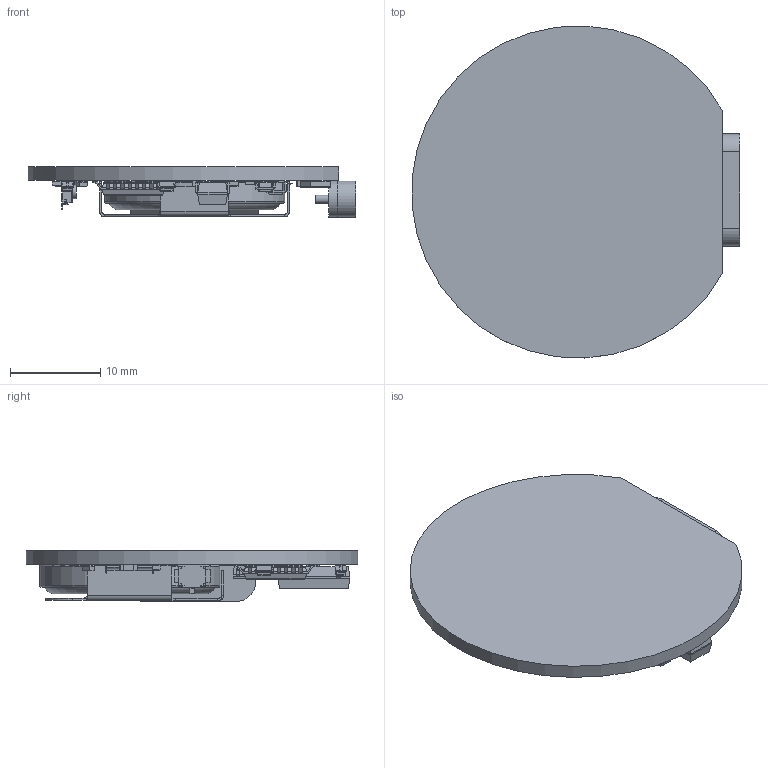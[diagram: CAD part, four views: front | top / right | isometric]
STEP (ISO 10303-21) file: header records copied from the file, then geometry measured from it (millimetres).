
FILE_DESCRIPTION(('KiCad electronic assembly'),'2;1');
FILE_NAME('v0.4.step','2025-05-26T22:34:13',('Pcbnew'),('Kicad'), 'Open CASCADE STEP processor 7.8','KiCad to STEP converter','Unknown' );
FILE_SCHEMA(('AUTOMOTIVE_DESIGN { 1 0 10303 214 1 1 1 1 }'));
Length unit declared in the file: millimetre
Products named in the file (23): v0.4 1; RN73H1JTTD5052F50; GRM21BC81E106ME51K; B3U-1100P; RC1206FR-07120KL; STM32G431KBT6; Body; PinsArrayLR; PinsArrayTB; POGO2_Female; MC-306_32.7680K-E0_PURE_SN; RMCF0603FT300K; BAS3010A03WE6327HTSA1; TPS7A0230PDBVR; BODY-SOT; LEAD-SOT; LEAD-DUMMY; LIR2032; BAT-HLD-003-SMT_CUT; MCP73832T-2ACI_OT; RC1005F103CS; D_SOD-523; Complete_PCB
Assembly tree (31 placements, depth 3):
  v0.4 1
    RN73H1JTTD5052F50  x3
    GRM21BC81E106ME51K  x3
    B3U-1100P
    RC1206FR-07120KL
    STM32G431KBT6
      Body
      PinsArrayLR
      PinsArrayTB
    POGO2_Female
    MC-306_32.7680K-E0_PURE_SN
    RMCF0603FT300K
    BAS3010A03WE6327HTSA1  x2
    TPS7A0230PDBVR
      BODY-SOT
      LEAD-SOT  x5
      LEAD-DUMMY
    LIR2032
    BAT-HLD-003-SMT_CUT
    MCP73832T-2ACI_OT
    RC1005F103CS
    D_SOD-523
    Complete_PCB
Bounding box: 36.37 x 36.84 x 5.59 mm (x, y, z)
Volume: 2959.4 mm3; surface area: 4741.5 mm2
Topology: 103 solids, 103 shells, 1553 faces, 3759 edges, 2394 vertices
Faces by surface type: plane 1082, cylinder 403, sphere 40, bspline 22, torus 6
Full cylindrical faces by diameter (mm): 0.875 x1
Entity records: 37418 total; most frequent: CARTESIAN_POINT 6711, ORIENTED_EDGE 6044, DIRECTION 6042, EDGE_CURVE 3022, LINE 2380, VECTOR 2380, VERTEX_POINT 1952, AXIS2_PLACEMENT_3D 1831
